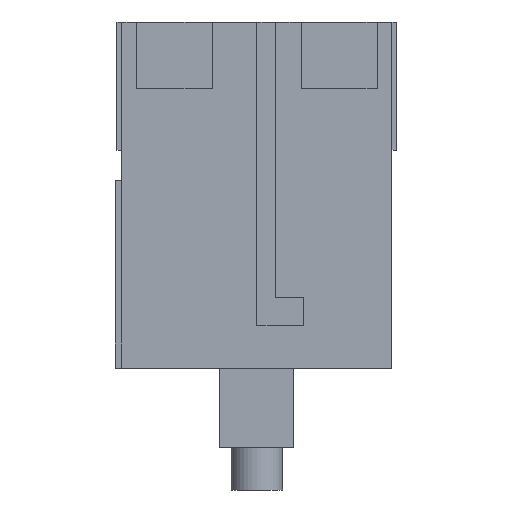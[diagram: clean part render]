
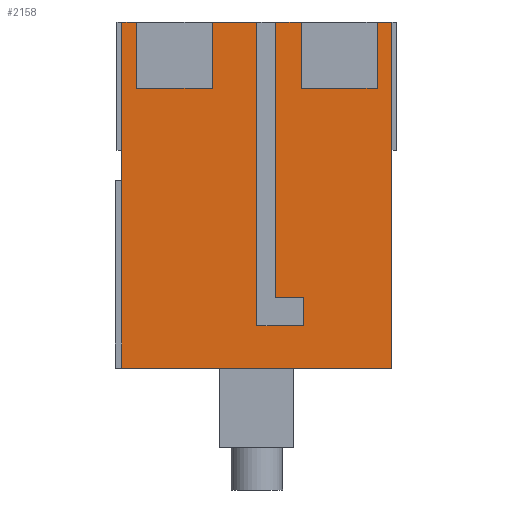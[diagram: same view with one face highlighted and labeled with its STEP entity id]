
A CAD part, front view. The second image highlights one B-rep face of the part: STEP entity #2158.
In plain terms, the highlighted planar face has unit normal (0, -1, 0).
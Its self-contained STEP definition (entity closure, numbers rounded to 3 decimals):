
#207=DIRECTION('',(1.,0.,0.));
#208=VECTOR('',#207,2.75);
#209=CARTESIAN_POINT('',(17.1,0.,36.9));
#210=LINE('',#209,#208);
#215=DIRECTION('',(1.,0.,0.));
#216=VECTOR('',#215,4.75);
#217=CARTESIAN_POINT('',(10.35,0.,36.9));
#218=LINE('',#217,#216);
#231=DIRECTION('',(1.,0.,0.));
#232=VECTOR('',#231,1.575);
#233=CARTESIAN_POINT('',(0.7,0.,36.9));
#234=LINE('',#233,#232);
#303=DIRECTION('',(1.,0.,0.));
#304=VECTOR('',#303,1.575);
#305=CARTESIAN_POINT('',(27.925,0.,36.9));
#306=LINE('',#305,#304);
#415=DIRECTION('',(1.,0.,0.));
#416=VECTOR('',#415,28.8);
#417=CARTESIAN_POINT('',(0.7,0.,0.));
#418=LINE('',#417,#416);
#513=DIRECTION('',(0.,0.,-1.));
#514=VECTOR('',#513,32.4);
#515=CARTESIAN_POINT('',(15.1,0.,36.9));
#516=LINE('',#515,#514);
#517=DIRECTION('',(1.,0.,0.));
#518=VECTOR('',#517,5.);
#519=CARTESIAN_POINT('',(15.1,0.,4.5));
#520=LINE('',#519,#518);
#521=DIRECTION('',(0.,0.,1.));
#522=VECTOR('',#521,3.);
#523=CARTESIAN_POINT('',(20.1,0.,4.5));
#524=LINE('',#523,#522);
#525=DIRECTION('',(-1.,0.,0.));
#526=VECTOR('',#525,3.);
#527=CARTESIAN_POINT('',(20.1,0.,7.5));
#528=LINE('',#527,#526);
#529=DIRECTION('',(0.,0.,-1.));
#530=VECTOR('',#529,29.4);
#531=CARTESIAN_POINT('',(17.1,0.,36.9));
#532=LINE('',#531,#530);
#533=DIRECTION('',(0.,0.,-1.));
#534=VECTOR('',#533,7.08);
#535=CARTESIAN_POINT('',(19.85,0.,36.9));
#536=LINE('',#535,#534);
#537=DIRECTION('',(1.,0.,0.));
#538=VECTOR('',#537,8.075);
#539=CARTESIAN_POINT('',(19.85,0.,29.82));
#540=LINE('',#539,#538);
#541=DIRECTION('',(0.,0.,-1.));
#542=VECTOR('',#541,7.08);
#543=CARTESIAN_POINT('',(27.925,0.,36.9));
#544=LINE('',#543,#542);
#545=DIRECTION('',(0.,0.,1.));
#546=VECTOR('',#545,20.);
#547=CARTESIAN_POINT('',(0.7,0.,0.));
#548=LINE('',#547,#546);
#549=DIRECTION('',(0.,0.,-1.));
#550=VECTOR('',#549,16.9);
#551=CARTESIAN_POINT('',(0.7,0.,36.9));
#552=LINE('',#551,#550);
#553=DIRECTION('',(0.,0.,-1.));
#554=VECTOR('',#553,7.08);
#555=CARTESIAN_POINT('',(2.275,0.,36.9));
#556=LINE('',#555,#554);
#557=DIRECTION('',(1.,0.,0.));
#558=VECTOR('',#557,8.075);
#559=CARTESIAN_POINT('',(2.275,0.,29.82));
#560=LINE('',#559,#558);
#561=DIRECTION('',(0.,0.,-1.));
#562=VECTOR('',#561,7.08);
#563=CARTESIAN_POINT('',(10.35,0.,36.9));
#564=LINE('',#563,#562);
#629=DIRECTION('',(0.,0.,1.));
#630=VECTOR('',#629,36.9);
#631=CARTESIAN_POINT('',(29.5,0.,0.));
#632=LINE('',#631,#630);
#1167=CARTESIAN_POINT('',(29.5,0.,0.));
#1169=VERTEX_POINT('',#1167);
#1171=CARTESIAN_POINT('',(29.5,0.,36.9));
#1172=VERTEX_POINT('',#1171);
#1191=CARTESIAN_POINT('',(0.7,0.,0.));
#1192=VERTEX_POINT('',#1191);
#1203=CARTESIAN_POINT('',(0.7,0.,36.9));
#1204=CARTESIAN_POINT('',(0.7,0.,20.));
#1205=VERTEX_POINT('',#1203);
#1206=VERTEX_POINT('',#1204);
#1331=CARTESIAN_POINT('',(10.35,0.,36.9));
#1333=VERTEX_POINT('',#1331);
#1337=CARTESIAN_POINT('',(2.275,0.,36.9));
#1338=VERTEX_POINT('',#1337);
#1343=CARTESIAN_POINT('',(19.85,0.,36.9));
#1344=VERTEX_POINT('',#1343);
#1345=CARTESIAN_POINT('',(27.925,0.,36.9));
#1346=VERTEX_POINT('',#1345);
#1347=CARTESIAN_POINT('',(2.275,0.,29.82));
#1348=CARTESIAN_POINT('',(10.35,0.,29.82));
#1349=VERTEX_POINT('',#1347);
#1350=VERTEX_POINT('',#1348);
#1351=CARTESIAN_POINT('',(19.85,0.,29.82));
#1352=CARTESIAN_POINT('',(27.925,0.,29.82));
#1353=VERTEX_POINT('',#1351);
#1354=VERTEX_POINT('',#1352);
#1519=CARTESIAN_POINT('',(15.1,0.,36.9));
#1520=CARTESIAN_POINT('',(15.1,0.,4.5));
#1521=VERTEX_POINT('',#1519);
#1522=VERTEX_POINT('',#1520);
#1523=CARTESIAN_POINT('',(20.1,0.,4.5));
#1524=VERTEX_POINT('',#1523);
#1525=CARTESIAN_POINT('',(20.1,0.,7.5));
#1526=VERTEX_POINT('',#1525);
#1527=CARTESIAN_POINT('',(17.1,0.,7.5));
#1528=VERTEX_POINT('',#1527);
#1529=CARTESIAN_POINT('',(17.1,0.,36.9));
#1530=VERTEX_POINT('',#1529);
#2121=CARTESIAN_POINT('',(0.,0.,0.));
#2122=DIRECTION('',(0.,-1.,0.));
#2123=DIRECTION('',(1.,0.,0.));
#2124=AXIS2_PLACEMENT_3D('',#2121,#2122,#2123);
#2125=PLANE('',#2124);
#2127=ORIENTED_EDGE('',*,*,#2126,.T.);
#2129=ORIENTED_EDGE('',*,*,#2128,.T.);
#2131=ORIENTED_EDGE('',*,*,#2130,.T.);
#2133=ORIENTED_EDGE('',*,*,#2132,.T.);
#2135=ORIENTED_EDGE('',*,*,#2134,.F.);
#2136=ORIENTED_EDGE('',*,*,#1686,.T.);
#2138=ORIENTED_EDGE('',*,*,#2137,.T.);
#2139=ORIENTED_EDGE('',*,*,#1606,.T.);
#2141=ORIENTED_EDGE('',*,*,#2140,.F.);
#2142=ORIENTED_EDGE('',*,*,#1750,.T.);
#2144=ORIENTED_EDGE('',*,*,#2143,.F.);
#2145=ORIENTED_EDGE('',*,*,#2009,.F.);
#2146=ORIENTED_EDGE('',*,*,#2097,.T.);
#2148=ORIENTED_EDGE('',*,*,#2147,.F.);
#2149=ORIENTED_EDGE('',*,*,#1702,.T.);
#2151=ORIENTED_EDGE('',*,*,#2150,.T.);
#2152=ORIENTED_EDGE('',*,*,#1584,.T.);
#2154=ORIENTED_EDGE('',*,*,#2153,.F.);
#2155=ORIENTED_EDGE('',*,*,#1694,.T.);
#2156=EDGE_LOOP('',(#2127,#2129,#2131,#2133,#2135,#2136,#2138,#2139,#2141,#2142,
#2144,#2145,#2146,#2148,#2149,#2151,#2152,#2154,#2155));
#2157=FACE_OUTER_BOUND('',#2156,.F.);
#1584=EDGE_CURVE('',#1349,#1350,#560,.T.);
#1606=EDGE_CURVE('',#1353,#1354,#540,.T.);
#1686=EDGE_CURVE('',#1530,#1344,#210,.T.);
#1694=EDGE_CURVE('',#1333,#1521,#218,.T.);
#1702=EDGE_CURVE('',#1205,#1338,#234,.T.);
#1750=EDGE_CURVE('',#1346,#1172,#306,.T.);
#2009=EDGE_CURVE('',#1192,#1169,#418,.T.);
#2097=EDGE_CURVE('',#1192,#1206,#548,.T.);
#2126=EDGE_CURVE('',#1521,#1522,#516,.T.);
#2128=EDGE_CURVE('',#1522,#1524,#520,.T.);
#2130=EDGE_CURVE('',#1524,#1526,#524,.T.);
#2132=EDGE_CURVE('',#1526,#1528,#528,.T.);
#2134=EDGE_CURVE('',#1530,#1528,#532,.T.);
#2137=EDGE_CURVE('',#1344,#1353,#536,.T.);
#2140=EDGE_CURVE('',#1346,#1354,#544,.T.);
#2143=EDGE_CURVE('',#1169,#1172,#632,.T.);
#2147=EDGE_CURVE('',#1205,#1206,#552,.T.);
#2150=EDGE_CURVE('',#1338,#1349,#556,.T.);
#2153=EDGE_CURVE('',#1333,#1350,#564,.T.);
#2158=ADVANCED_FACE('',(#2157),#2125,.T.);
